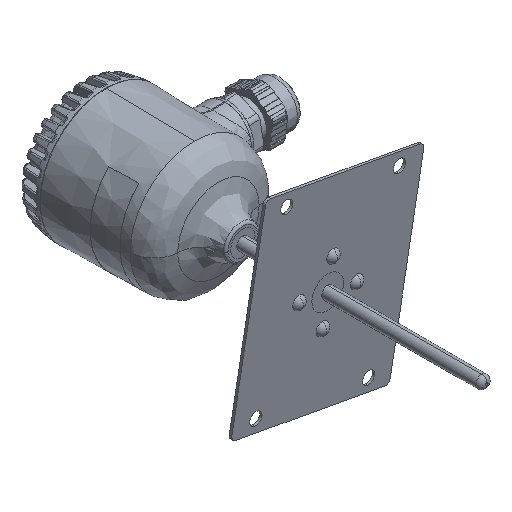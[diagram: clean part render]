
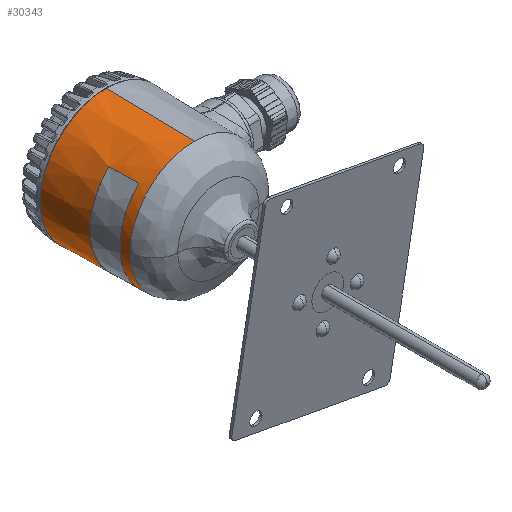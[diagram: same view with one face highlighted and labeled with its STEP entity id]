
A CAD part, isometric view. The second image highlights one B-rep face of the part: STEP entity #30343.
In plain terms, the highlighted conical face has half-angle 1 degrees and reference radius 27 mm.
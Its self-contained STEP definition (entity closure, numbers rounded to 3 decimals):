
#738 = CARTESIAN_POINT ( 'NONE',  ( -18.796, 18., 18.697 ) ) ;
#2171 = B_SPLINE_CURVE_WITH_KNOTS ( 'NONE', 3,
 ( #95751, #115490, #116782, #105649 ),
 .UNSPECIFIED., .F., .F.,
 ( 4, 4 ),
 ( 0., 0.012 ),
 .UNSPECIFIED. ) ;
#7855 = DIRECTION ( 'NONE',  ( 0., -1., 0. ) ) ;
#10966 = VECTOR ( 'NONE', #108422, 1000. ) ;
#17629 = DIRECTION ( 'NONE',  ( 0., 1., 0. ) ) ;
#18449 = ORIENTED_EDGE ( 'NONE', *, *, #50932, .T. ) ;
#18485 = DIRECTION ( 'NONE',  ( 0., 1., 0. ) ) ;
#18885 = AXIS2_PLACEMENT_3D ( 'NONE', #39916, #17629, #68244 ) ;
#20920 = VERTEX_POINT ( 'NONE', #58883 ) ;
#21899 = DIRECTION ( 'NONE',  ( 0., 0., 1. ) ) ;
#22277 = DIRECTION ( 'NONE',  ( 0., 1., -0.017 ) ) ;
#25553 = EDGE_CURVE ( 'NONE', #81841, #44541, #30814, .T. ) ;
#28266 = CARTESIAN_POINT ( 'NONE',  ( 0., 46., 0. ) ) ;
#30343 = ADVANCED_FACE ( 'NONE', ( #100507, #70280 ), #122640, .T. ) ;
#30814 = LINE ( 'NONE', #80769, #10966 ) ;
#32344 = AXIS2_PLACEMENT_3D ( 'NONE', #51453, #103391, #21899 ) ;
#32854 = ORIENTED_EDGE ( 'NONE', *, *, #25553, .T. ) ;
#34847 = VERTEX_POINT ( 'NONE', #118643 ) ;
#35567 = EDGE_CURVE ( 'NONE', #56114, #48852, #101829, .T. ) ;
#36436 = EDGE_CURVE ( 'NONE', #44541, #48852, #51824, .T. ) ;
#37632 = CIRCLE ( 'NONE', #71267, 26.651 ) ;
#39916 = CARTESIAN_POINT ( 'NONE',  ( 0., 9.825, 0. ) ) ;
#40140 = EDGE_CURVE ( 'NONE', #34847, #20920, #124065, .T. ) ;
#42194 = DIRECTION ( 'NONE',  ( 0., 0., 1. ) ) ;
#44020 = VERTEX_POINT ( 'NONE', #107605 ) ;
#44541 = VERTEX_POINT ( 'NONE', #116339 ) ;
#45331 = EDGE_CURVE ( 'NONE', #75124, #111787, #2171, .T. ) ;
#46260 = DIRECTION ( 'NONE',  ( -1., 0., 0. ) ) ;
#48424 = CARTESIAN_POINT ( 'NONE',  ( -18.993, 26., -18.696 ) ) ;
#48560 = DIRECTION ( 'NONE',  ( 0., 0., 1. ) ) ;
#48852 = VERTEX_POINT ( 'NONE', #89896 ) ;
#50522 = DIRECTION ( 'NONE',  ( 0., 1., 0. ) ) ;
#50695 = CARTESIAN_POINT ( 'NONE',  ( -18.993, 26., 18.696 ) ) ;
#50932 = EDGE_CURVE ( 'NONE', #44020, #81841, #105013, .T. ) ;
#51453 = CARTESIAN_POINT ( 'NONE',  ( 0., 14., 0. ) ) ;
#51824 = CIRCLE ( 'NONE', #68657, 27. ) ;
#52056 = DIRECTION ( 'NONE',  ( 0., 1., 0. ) ) ;
#56114 = VERTEX_POINT ( 'NONE', #85940 ) ;
#56679 = ORIENTED_EDGE ( 'NONE', *, *, #40140, .T. ) ;
#58883 = CARTESIAN_POINT ( 'NONE',  ( -18.697, 14., 18.697 ) ) ;
#59455 = EDGE_CURVE ( 'NONE', #20920, #75124, #89022, .T. ) ;
#67707 = DIRECTION ( 'NONE',  ( 0., 0., 1. ) ) ;
#67997 = AXIS2_PLACEMENT_3D ( 'NONE', #98552, #50522, #48560 ) ;
#68244 = DIRECTION ( 'NONE',  ( -1., 0., 0. ) ) ;
#68500 = CARTESIAN_POINT ( 'NONE',  ( -18.697, 14., 18.697 ) ) ;
#68657 = AXIS2_PLACEMENT_3D ( 'NONE', #28266, #7855, #67707 ) ;
#70280 = FACE_BOUND ( 'NONE', #79316, .T. ) ;
#71267 = AXIS2_PLACEMENT_3D ( 'NONE', #112564, #52056, #42194 ) ;
#71344 = CIRCLE ( 'NONE', #18885, 26.369 ) ;
#71390 = CARTESIAN_POINT ( 'NONE',  ( 0., 9.825, 26.369 ) ) ;
#72262 = ORIENTED_EDGE ( 'NONE', *, *, #88382, .T. ) ;
#75124 = VERTEX_POINT ( 'NONE', #119069 ) ;
#75764 = ORIENTED_EDGE ( 'NONE', *, *, #35567, .F. ) ;
#79138 = EDGE_LOOP ( 'NONE', ( #75764, #79532, #18449, #32854, #93707 ) ) ;
#79316 = EDGE_LOOP ( 'NONE', ( #122251, #72262, #56679, #95406 ) ) ;
#79532 = ORIENTED_EDGE ( 'NONE', *, *, #116410, .T. ) ;
#80769 = CARTESIAN_POINT ( 'NONE',  ( 0., 46., 27. ) ) ;
#81841 = VERTEX_POINT ( 'NONE', #71390 ) ;
#85940 = CARTESIAN_POINT ( 'NONE',  ( 0., 9.825, -26.369 ) ) ;
#88382 = EDGE_CURVE ( 'NONE', #111787, #34847, #37632, .T. ) ;
#89022 = CIRCLE ( 'NONE', #32344, 26.441 ) ;
#89896 = CARTESIAN_POINT ( 'NONE',  ( 0., 46., -27. ) ) ;
#90818 = CARTESIAN_POINT ( 'NONE',  ( -18.894, 22., 18.697 ) ) ;
#93707 = ORIENTED_EDGE ( 'NONE', *, *, #36436, .T. ) ;
#95406 = ORIENTED_EDGE ( 'NONE', *, *, #59455, .T. ) ;
#95751 = CARTESIAN_POINT ( 'NONE',  ( -18.697, 14., -18.697 ) ) ;
#98552 = CARTESIAN_POINT ( 'NONE',  ( 0., 46., 0. ) ) ;
#99987 = CARTESIAN_POINT ( 'NONE',  ( 0., 9.825, 0. ) ) ;
#100187 = VECTOR ( 'NONE', #22277, 1000. ) ;
#100507 = FACE_OUTER_BOUND ( 'NONE', #79138, .T. ) ;
#101829 = LINE ( 'NONE', #112970, #100187 ) ;
#103391 = DIRECTION ( 'NONE',  ( 0., -1., 0. ) ) ;
#105013 = CIRCLE ( 'NONE', #126020, 26.369 ) ;
#105649 = CARTESIAN_POINT ( 'NONE',  ( -18.993, 26., -18.696 ) ) ;
#107605 = CARTESIAN_POINT ( 'NONE',  ( -26.369, 9.825, 0. ) ) ;
#108422 = DIRECTION ( 'NONE',  ( 0., 1., 0.017 ) ) ;
#111787 = VERTEX_POINT ( 'NONE', #48424 ) ;
#112564 = CARTESIAN_POINT ( 'NONE',  ( 0., 26., 0. ) ) ;
#112970 = CARTESIAN_POINT ( 'NONE',  ( 0., 46., -27. ) ) ;
#115490 = CARTESIAN_POINT ( 'NONE',  ( -18.796, 18., -18.697 ) ) ;
#116339 = CARTESIAN_POINT ( 'NONE',  ( 0., 46., 27. ) ) ;
#116410 = EDGE_CURVE ( 'NONE', #56114, #44020, #71344, .T. ) ;
#116782 = CARTESIAN_POINT ( 'NONE',  ( -18.894, 22., -18.697 ) ) ;
#118643 = CARTESIAN_POINT ( 'NONE',  ( -18.993, 26., 18.696 ) ) ;
#119069 = CARTESIAN_POINT ( 'NONE',  ( -18.697, 14., -18.697 ) ) ;
#122251 = ORIENTED_EDGE ( 'NONE', *, *, #45331, .T. ) ;
#122640 = CONICAL_SURFACE ( 'NONE', #67997, 27., 0.017 ) ;
#124065 = B_SPLINE_CURVE_WITH_KNOTS ( 'NONE', 3,
 ( #50695, #90818, #738, #68500 ),
 .UNSPECIFIED., .F., .F.,
 ( 4, 4 ),
 ( 0., 0.012 ),
 .UNSPECIFIED. ) ;
#126020 = AXIS2_PLACEMENT_3D ( 'NONE', #99987, #18485, #46260 ) ;
